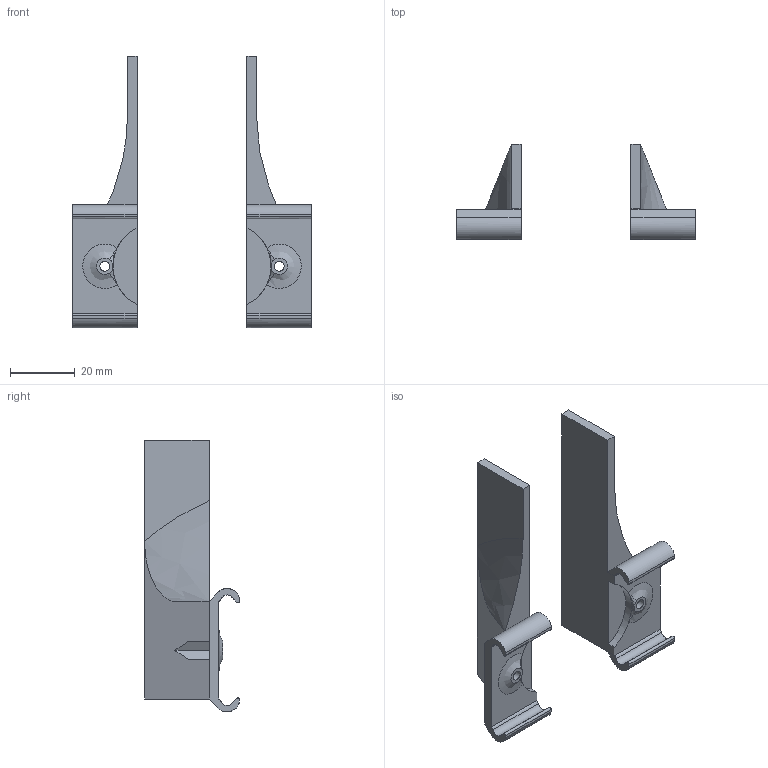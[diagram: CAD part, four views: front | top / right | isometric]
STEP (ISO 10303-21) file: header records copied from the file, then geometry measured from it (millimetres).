
FILE_DESCRIPTION(/* description */ (''),/* implementation_level */ '2;1');
FILE_NAME(/* name */ 'Horizontal gripper.step',/* time_stamp */ '2020-09-03T09:05:21+02:00',/* author */ (''),/* organization */ (''),/* preprocessor_version */ 'ST-DEVELOPER v18.1',/* originating_system */ 'Autodesk Translation Framework v9.2.0.1227',/* authorisation */ '');
FILE_SCHEMA (('AUTOMOTIVE_DESIGN { 1 0 10303 214 3 1 1 }'));
Length unit declared in the file: millimetre
Products named in the file (4): Horizontal gripper; Grippers; Gripper; Gripper(Mirror)
Assembly tree (3 placements, depth 3):
  Horizontal gripper
    Grippers
      Gripper
      Gripper(Mirror)
Bounding box: 74 x 29.37 x 84.22 mm (x, y, z)
Volume: 20536.5 mm3; surface area: 12080.7 mm2
Topology: 2 solids, 2 shells, 86 faces, 229 edges, 142 vertices
Faces by surface type: plane 48, bspline 36, cylinder 2
Entity records: 3404 total; most frequent: CARTESIAN_POINT 1281, ORIENTED_EDGE 448, DIRECTION 396, EDGE_CURVE 224, VERTEX_POINT 142, LINE 138, VECTOR 138, AXIS2_PLACEMENT_3D 129
